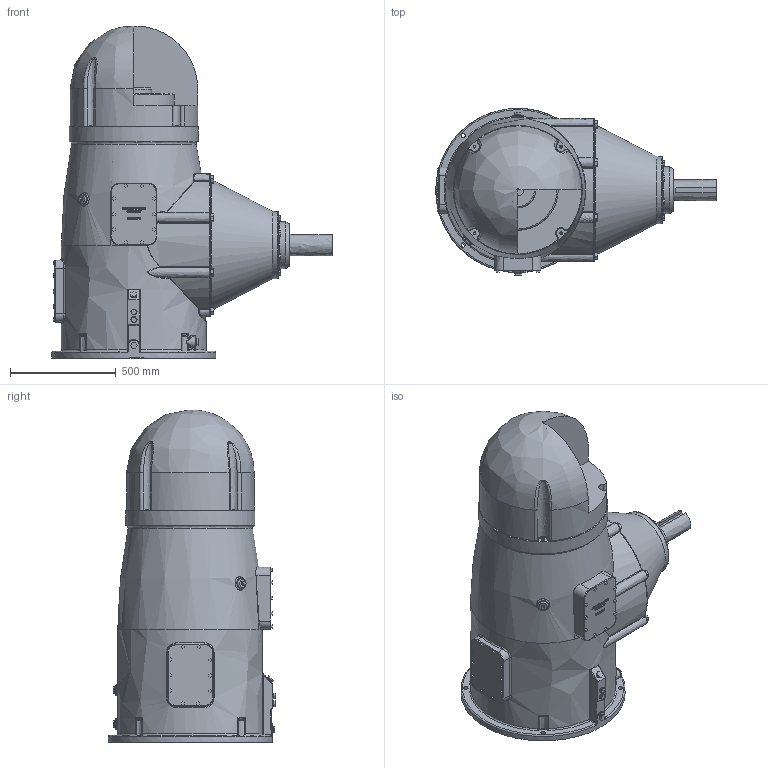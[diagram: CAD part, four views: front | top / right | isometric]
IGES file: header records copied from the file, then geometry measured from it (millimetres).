
Global section: file name: No Iges File Name specified; native system: Autodesk Inventor 2013; preprocessor: AutoDesk Inventor Iges Exporter R2013; author: michaela; date: 20140109.121036; units: inch
Bounding box: 1323.81 x 790.55 x 1568.45 mm (x, y, z)
Volume: 559868183.8 mm3; surface area: 4759486.3 mm2
Topology: 1 solids, 1 shells, 1174 faces, 2959 edges, 1894 vertices
Faces by surface type: bspline 1174
